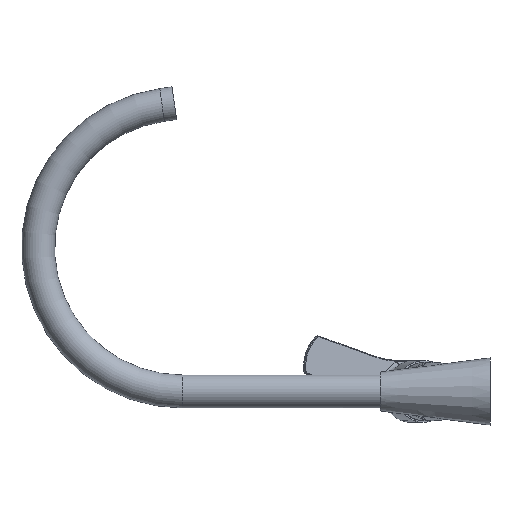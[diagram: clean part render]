
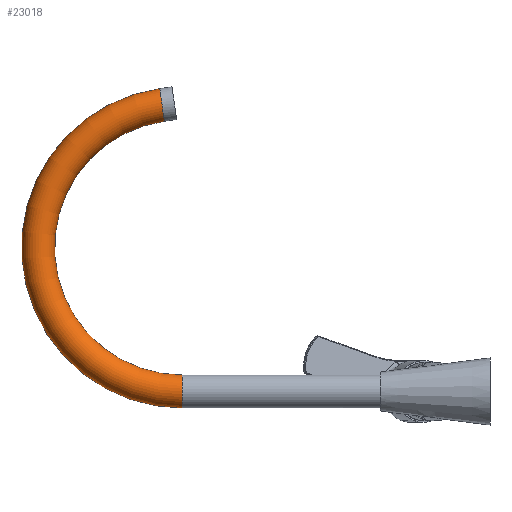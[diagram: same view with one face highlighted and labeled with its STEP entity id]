
A CAD part, left-side view. The second image highlights one B-rep face of the part: STEP entity #23018.
In plain terms, the highlighted toroidal (fillet/blend) face has major radius 104.884 mm and minor radius 12 mm.
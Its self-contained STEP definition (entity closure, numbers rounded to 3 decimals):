
#877 = DIRECTION ( 'NONE',  ( -1., 0., 0. ) ) ;
#5385 = CARTESIAN_POINT ( 'NONE',  ( 0., 224.315, 12. ) ) ;
#6643 = TOROIDAL_SURFACE ( 'NONE', #29375, 104.884, 12. ) ;
#6907 = AXIS2_PLACEMENT_3D ( 'NONE', #8036, #20649, #49470 ) ;
#8036 = CARTESIAN_POINT ( 'NONE',  ( 0., 224.315, 104.884 ) ) ;
#8119 = EDGE_LOOP ( 'NONE', ( #10867, #16651, #60245, #20799 ) ) ;
#9965 = DIRECTION ( 'NONE',  ( 1., 0., 0. ) ) ;
#10731 = CARTESIAN_POINT ( 'NONE',  ( 0., 224.315, 104.884 ) ) ;
#10867 = ORIENTED_EDGE ( 'NONE', *, *, #67939, .F. ) ;
#12088 = DIRECTION ( 'NONE',  ( 0., -0.99, 0.139 ) ) ;
#12234 = DIRECTION ( 'NONE',  ( 1., 0., 0. ) ) ;
#13379 = VERTEX_POINT ( 'NONE', #29171 ) ;
#16651 = ORIENTED_EDGE ( 'NONE', *, *, #44568, .T. ) ;
#18877 = EDGE_CURVE ( 'NONE', #58910, #13379, #58359, .T. ) ;
#20649 = DIRECTION ( 'NONE',  ( 1., 0., 0. ) ) ;
#20799 = ORIENTED_EDGE ( 'NONE', *, *, #18877, .F. ) ;
#20939 = CIRCLE ( 'NONE', #64019, 12. ) ;
#21921 = CARTESIAN_POINT ( 'NONE',  ( 0., 224.315, -12. ) ) ;
#23018 = ADVANCED_FACE ( 'NONE', ( #53028 ), #6643, .T. ) ;
#24069 = CARTESIAN_POINT ( 'NONE',  ( 0., 238.912, 208.747 ) ) ;
#24567 = DIRECTION ( 'NONE',  ( 0., 0., -1. ) ) ;
#27276 = VERTEX_POINT ( 'NONE', #21921 ) ;
#29171 = CARTESIAN_POINT ( 'NONE',  ( 0., 237.242, 196.864 ) ) ;
#29375 = AXIS2_PLACEMENT_3D ( 'NONE', #34345, #12234, #24567 ) ;
#32016 = AXIS2_PLACEMENT_3D ( 'NONE', #10731, #9965, #32805 ) ;
#32805 = DIRECTION ( 'NONE',  ( 0., 0., -1. ) ) ;
#34345 = CARTESIAN_POINT ( 'NONE',  ( 0., 224.315, 104.884 ) ) ;
#34436 = CIRCLE ( 'NONE', #6907, 116.884 ) ;
#36814 = CIRCLE ( 'NONE', #32016, 92.884 ) ;
#37987 = AXIS2_PLACEMENT_3D ( 'NONE', #24069, #12088, #53226 ) ;
#44568 = EDGE_CURVE ( 'NONE', #27276, #59979, #20939, .T. ) ;
#49470 = DIRECTION ( 'NONE',  ( 0., 0., -1. ) ) ;
#51328 = CARTESIAN_POINT ( 'NONE',  ( 0., 240.582, 220.631 ) ) ;
#51441 = CARTESIAN_POINT ( 'NONE',  ( 0., 224.315, 0. ) ) ;
#53028 = FACE_OUTER_BOUND ( 'NONE', #8119, .T. ) ;
#53226 = DIRECTION ( 'NONE',  ( -1., 0., 0. ) ) ;
#58359 = CIRCLE ( 'NONE', #37987, 12. ) ;
#58910 = VERTEX_POINT ( 'NONE', #51328 ) ;
#59979 = VERTEX_POINT ( 'NONE', #5385 ) ;
#60245 = ORIENTED_EDGE ( 'NONE', *, *, #67644, .T. ) ;
#64019 = AXIS2_PLACEMENT_3D ( 'NONE', #51441, #69014, #877 ) ;
#67644 = EDGE_CURVE ( 'NONE', #59979, #13379, #36814, .T. ) ;
#67939 = EDGE_CURVE ( 'NONE', #27276, #58910, #34436, .T. ) ;
#69014 = DIRECTION ( 'NONE',  ( 0., 1., 0. ) ) ;
